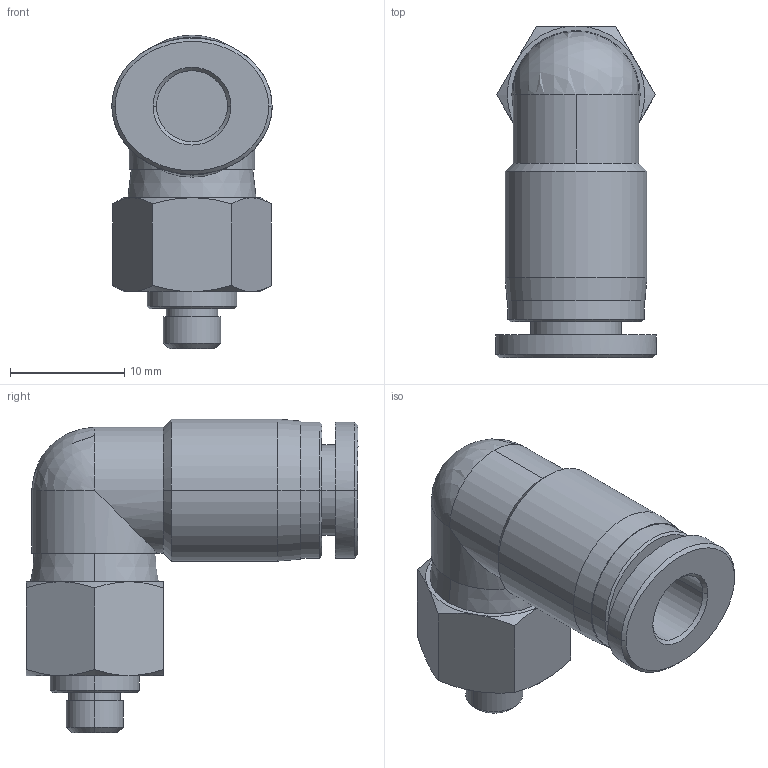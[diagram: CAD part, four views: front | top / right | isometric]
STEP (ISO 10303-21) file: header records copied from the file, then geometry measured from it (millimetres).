
FILE_DESCRIPTION(/* description */ ('VariCAD 2016-1.06 AP-214'),/* implementation_level */ '2;1');
FILE_NAME(/* name */ 'iqsrl_m56.stp',/* time_stamp */ '2016-06-16T10:31:06+02:00',/* author */ (''),/* organization */ (''),/* preprocessor_version */ 'ST-DEVELOPER v14',/* originating_system */ 'VariCAD 2016-1.06; kernel version (20130303)',/* authorisation */ '');
FILE_SCHEMA (('AUTOMOTIVE_DESIGN'));
Length unit declared in the file: millimetre
Products named in the file (2): iqsrl_m56; IQSRL M56
Assembly tree (1 placements, depth 2):
  iqsrl_m56
    IQSRL M56
Bounding box: 14 x 29 x 27.4 mm (x, y, z)
Volume: 3867.7 mm3; surface area: 2287.5 mm2
Topology: 1 solids, 1 shells, 67 faces, 142 edges, 84 vertices
Faces by surface type: cone 26, cylinder 19, plane 17, bspline 4, sphere 1
Entity records: 2707 total; most frequent: CARTESIAN_POINT 1267, DIRECTION 300, ORIENTED_EDGE 280, EDGE_CURVE 140, AXIS2_PLACEMENT_3D 131, VERTEX_POINT 85, EDGE_LOOP 75, FACE_OUTER_BOUND 66
